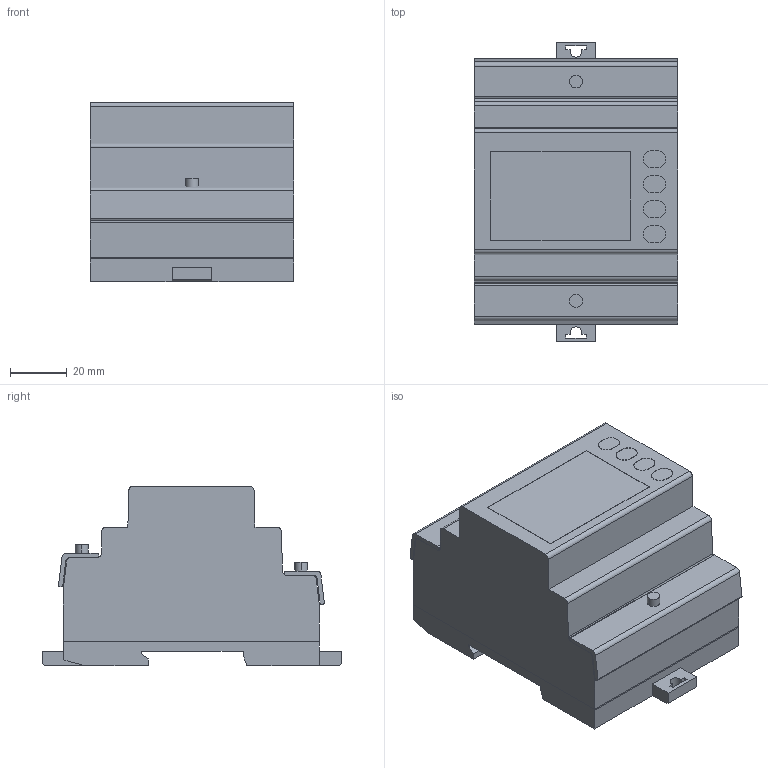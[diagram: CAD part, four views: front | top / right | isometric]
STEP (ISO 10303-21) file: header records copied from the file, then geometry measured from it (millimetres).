
FILE_DESCRIPTION((''),'2;1');
FILE_NAME('3d_DMG300L01.stp','2012-10-10T13:56:33',(''),(''),'Mechanical Desktop 2011','Mechanical Desktop 2011',', , ');
FILE_SCHEMA(('CONFIG_CONTROL_DESIGN'));
Length unit declared in the file: millimetre
Products named in the file (1): Product
Bounding box: 71.6 x 105.38 x 63 mm (x, y, z)
Volume: 324545 mm3; surface area: 51991.1 mm2
Topology: 7 solids, 7 shells, 130 faces, 343 edges, 244 vertices
Faces by surface type: plane 95, cylinder 35
Entity records: 4079 total; most frequent: CARTESIAN_POINT 708, DIRECTION 677, ORIENTED_EDGE 662, EDGE_CURVE 331, VECTOR 271, LINE 271, VERTEX_POINT 220, AXIS2_PLACEMENT_3D 203
